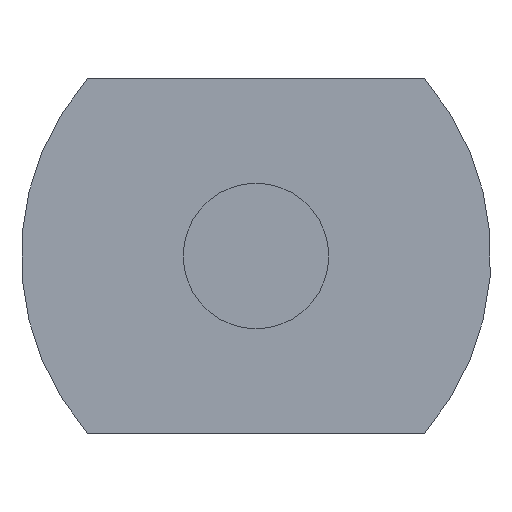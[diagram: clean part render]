
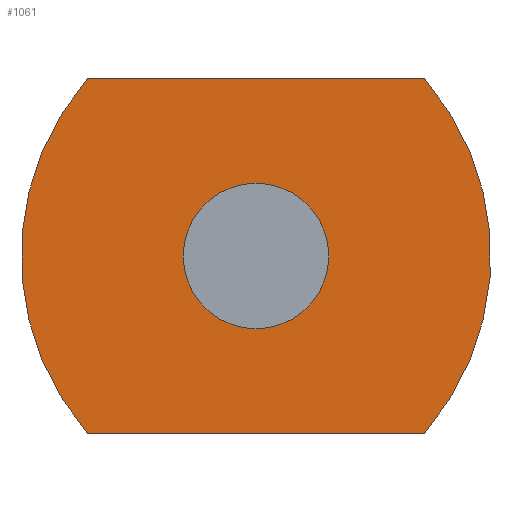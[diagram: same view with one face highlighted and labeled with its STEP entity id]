
A CAD part, front view. The second image highlights one B-rep face of the part: STEP entity #1061.
In plain terms, the highlighted planar face has unit normal (0, -1, 0).
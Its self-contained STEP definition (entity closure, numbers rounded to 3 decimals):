
#9 = VECTOR ( 'NONE', #133, 1000. ) ;
#26 = ORIENTED_EDGE ( 'NONE', *, *, #925, .T. ) ;
#38 = CARTESIAN_POINT ( 'NONE',  ( 1.495, 0., 0. ) ) ;
#59 = CARTESIAN_POINT ( 'NONE',  ( -7.24, 0., -7.625 ) ) ;
#62 = VERTEX_POINT ( 'NONE', #912 ) ;
#68 = AXIS2_PLACEMENT_3D ( 'NONE', #438, #818, #268 ) ;
#77 = LINE ( 'NONE', #610, #888 ) ;
#81 = EDGE_CURVE ( 'NONE', #192, #1115, #709, .T. ) ;
#94 = FACE_OUTER_BOUND ( 'NONE', #127, .T. ) ;
#102 = EDGE_CURVE ( 'NONE', #1092, #62, #595, .T. ) ;
#111 = ORIENTED_EDGE ( 'NONE', *, *, #81, .F. ) ;
#127 = EDGE_LOOP ( 'NONE', ( #26, #410, #111, #137 ) ) ;
#133 = DIRECTION ( 'NONE',  ( 1., 0., 0. ) ) ;
#137 = ORIENTED_EDGE ( 'NONE', *, *, #859, .F. ) ;
#174 = DIRECTION ( 'NONE',  ( 1., 0., 0. ) ) ;
#192 = VERTEX_POINT ( 'NONE', #213 ) ;
#213 = CARTESIAN_POINT ( 'NONE',  ( 7.24, 0., 7.625 ) ) ;
#223 = DIRECTION ( 'NONE',  ( 0., 0., 1. ) ) ;
#257 = AXIS2_PLACEMENT_3D ( 'NONE', #38, #400, #223 ) ;
#265 = CARTESIAN_POINT ( 'NONE',  ( 0., 0., 0. ) ) ;
#268 = DIRECTION ( 'NONE',  ( 0., 0., 1. ) ) ;
#318 = CARTESIAN_POINT ( 'NONE',  ( 0., 0., 7.625 ) ) ;
#354 = ORIENTED_EDGE ( 'NONE', *, *, #816, .F. ) ;
#388 = AXIS2_PLACEMENT_3D ( 'NONE', #265, #803, #815 ) ;
#400 = DIRECTION ( 'NONE',  ( 0., -1., 0. ) ) ;
#410 = ORIENTED_EDGE ( 'NONE', *, *, #1077, .T. ) ;
#433 = DIRECTION ( 'NONE',  ( 0., -1., 0. ) ) ;
#436 = CARTESIAN_POINT ( 'NONE',  ( 0., 0., 3.13 ) ) ;
#438 = CARTESIAN_POINT ( 'NONE',  ( -1.495, 0., 0. ) ) ;
#500 = VERTEX_POINT ( 'NONE', #59 ) ;
#590 = LINE ( 'NONE', #318, #9 ) ;
#595 = CIRCLE ( 'NONE', #846, 3.13 ) ;
#610 = CARTESIAN_POINT ( 'NONE',  ( 0., 0., -7.625 ) ) ;
#636 = CIRCLE ( 'NONE', #828, 3.13 ) ;
#709 = CIRCLE ( 'NONE', #68, 11.595 ) ;
#760 = DIRECTION ( 'NONE',  ( 0., 0., 1. ) ) ;
#803 = DIRECTION ( 'NONE',  ( 0., 1., 0. ) ) ;
#815 = DIRECTION ( 'NONE',  ( 0., 0., 1. ) ) ;
#816 = EDGE_CURVE ( 'NONE', #62, #1092, #636, .T. ) ;
#818 = DIRECTION ( 'NONE',  ( 0., 1., 0. ) ) ;
#828 = AXIS2_PLACEMENT_3D ( 'NONE', #1109, #928, #760 ) ;
#846 = AXIS2_PLACEMENT_3D ( 'NONE', #989, #433, #895 ) ;
#859 = EDGE_CURVE ( 'NONE', #1043, #192, #590, .T. ) ;
#860 = ORIENTED_EDGE ( 'NONE', *, *, #102, .F. ) ;
#887 = FACE_BOUND ( 'NONE', #973, .T. ) ;
#888 = VECTOR ( 'NONE', #174, 1000. ) ;
#895 = DIRECTION ( 'NONE',  ( 0., 0., 1. ) ) ;
#909 = CARTESIAN_POINT ( 'NONE',  ( -7.24, 0., 7.625 ) ) ;
#912 = CARTESIAN_POINT ( 'NONE',  ( 0., 0., -3.13 ) ) ;
#925 = EDGE_CURVE ( 'NONE', #1043, #500, #1118, .T. ) ;
#928 = DIRECTION ( 'NONE',  ( 0., -1., 0. ) ) ;
#973 = EDGE_LOOP ( 'NONE', ( #860, #354 ) ) ;
#989 = CARTESIAN_POINT ( 'NONE',  ( 0., 0., 0. ) ) ;
#1043 = VERTEX_POINT ( 'NONE', #909 ) ;
#1061 = ADVANCED_FACE ( 'NONE', ( #94, #887 ), #1089, .F. ) ;
#1077 = EDGE_CURVE ( 'NONE', #500, #1115, #77, .T. ) ;
#1085 = CARTESIAN_POINT ( 'NONE',  ( 7.24, 0., -7.625 ) ) ;
#1089 = PLANE ( 'NONE',  #388 ) ;
#1092 = VERTEX_POINT ( 'NONE', #436 ) ;
#1109 = CARTESIAN_POINT ( 'NONE',  ( 0., 0., 0. ) ) ;
#1115 = VERTEX_POINT ( 'NONE', #1085 ) ;
#1118 = CIRCLE ( 'NONE', #257, 11.595 ) ;
